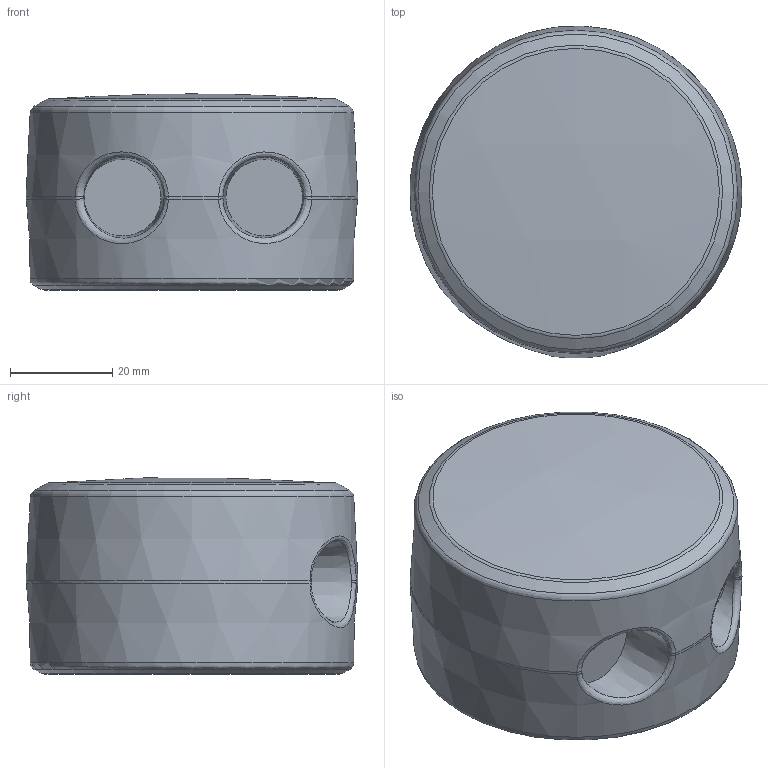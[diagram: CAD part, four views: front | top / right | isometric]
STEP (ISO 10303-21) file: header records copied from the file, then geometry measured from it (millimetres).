
FILE_DESCRIPTION(/* description */ ('Unknown'),/* implementation_level */ '2;1');
FILE_NAME(/* name */ 'Scanse Sweep upper',/* time_stamp */ '2018-01-29T13:30:45-08:00',/* author */ ('Unknown'),/* organization */ ('Unknown'),/* preprocessor_version */ 'ST-DEVELOPER v16.7',/* originating_system */ 'DEX',/* authorisation */ $);
FILE_SCHEMA (('AUTOMOTIVE_DESIGN {1 0 10303 214 3 1 1}'));
Length unit declared in the file: millimetre
Products named in the file (1): Scanse Sweep upper
Bounding box: 64.9 x 64.93 x 38.39 mm (x, y, z)
Volume: 117524.5 mm3; surface area: 13942.8 mm2
Topology: 1 solids, 1 shells, 24 faces, 55 edges, 33 vertices
Faces by surface type: bspline 8, torus 6, cone 6, plane 3, sphere 1
Entity records: 1786 total; most frequent: CARTESIAN_POINT 1159, ORIENTED_EDGE 84, DIRECTION 78, EDGE_CURVE 42, AXIS2_PLACEMENT_3D 39, EDGE_LOOP 34, FACE_BOUND 34, VERTEX_POINT 30
